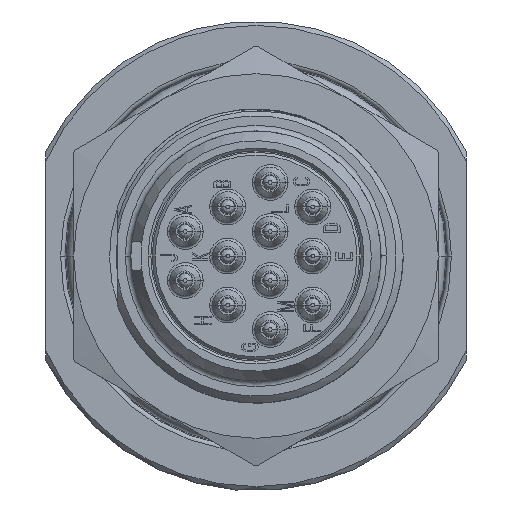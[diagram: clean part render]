
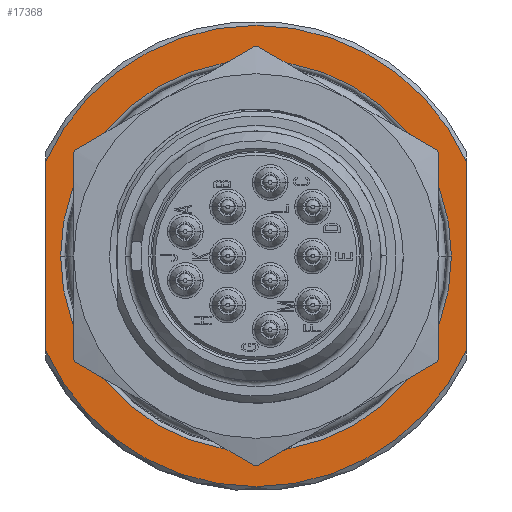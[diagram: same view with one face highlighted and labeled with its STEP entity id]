
A CAD part, left-side view. The second image highlights one B-rep face of the part: STEP entity #17368.
In plain terms, the highlighted planar face has unit normal (-1, 0, 0).
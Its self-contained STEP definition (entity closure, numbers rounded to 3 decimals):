
#106=CARTESIAN_POINT('',(20.5,0.,0.));
#107=DIRECTION('',(-1.,0.,0.));
#108=DIRECTION('',(0.,0.912,-0.411));
#109=AXIS2_PLACEMENT_3D('',#106,#107,#108);
#130=DIRECTION('',(0.,0.,1.));
#131=VECTOR('',#130,13.506);
#132=CARTESIAN_POINT('',(20.5,15.,-6.753));
#133=LINE('1732',#132,#131);
#134=DIRECTION('',(0.,0.,-1.));
#135=VECTOR('',#134,13.506);
#136=CARTESIAN_POINT('',(20.5,-15.,6.753));
#137=LINE('1731',#136,#135);
#138=CARTESIAN_POINT('',(20.5,0.,0.));
#139=DIRECTION('',(1.,0.,0.));
#140=DIRECTION('',(0.,0.912,0.411));
#141=AXIS2_PLACEMENT_3D('',#138,#139,#140);
#162=CARTESIAN_POINT('',(20.5,0.,0.));
#163=DIRECTION('',(1.,0.,0.));
#164=DIRECTION('',(0.,1.,0.));
#165=AXIS2_PLACEMENT_3D('',#162,#163,#164);
#177=CARTESIAN_POINT('',(20.5,0.,0.));
#178=DIRECTION('',(1.,0.,0.));
#179=DIRECTION('',(0.,-1.,0.));
#180=AXIS2_PLACEMENT_3D('',#177,#178,#179);
#14570=CARTESIAN_POINT('',(20.5,13.939,0.));
#14571=CARTESIAN_POINT('',(20.5,-13.939,0.));
#14572=VERTEX_POINT('',#14570);
#14573=VERTEX_POINT('',#14571);
#14622=CARTESIAN_POINT('',(20.5,15.,6.753));
#14623=CARTESIAN_POINT('',(20.5,-15.,6.753));
#14624=VERTEX_POINT('',#14622);
#14625=VERTEX_POINT('',#14623);
#14638=CARTESIAN_POINT('',(20.5,15.,-6.753));
#14639=CARTESIAN_POINT('',(20.5,-15.,-6.753));
#14640=VERTEX_POINT('',#14638);
#14641=VERTEX_POINT('',#14639);
#17350=CARTESIAN_POINT('',(20.5,0.,0.));
#17351=DIRECTION('',(1.,0.,0.));
#17352=DIRECTION('',(0.,-1.,0.));
#17353=AXIS2_PLACEMENT_3D('',#17350,#17351,#17352);
#17354=PLANE('247',#17353);
#17355=ORIENTED_EDGE('1732',*,*,#17251,.T.);
#17357=ORIENTED_EDGE('1713',*,*,#17356,.T.);
#17358=ORIENTED_EDGE('1731',*,*,#17302,.T.);
#17359=ORIENTED_EDGE('1723',*,*,#17342,.F.);
#17360=EDGE_LOOP('247',(#17355,#17357,#17358,#17359));
#17361=FACE_OUTER_BOUND('247',#17360,.F.);
#17363=ORIENTED_EDGE('1671',*,*,#17362,.F.);
#17365=ORIENTED_EDGE('1673',*,*,#17364,.F.);
#17366=EDGE_LOOP('247',(#17363,#17365));
#17367=FACE_BOUND('247',#17366,.F.);
#110=CIRCLE('1723',#109,16.45);
#142=CIRCLE('1713',#141,16.45);
#166=CIRCLE('1671',#165,13.939);
#181=CIRCLE('1673',#180,13.939);
#17251=EDGE_CURVE('1732',#14640,#14624,#133,.T.);
#17302=EDGE_CURVE('1731',#14625,#14641,#137,.T.);
#17342=EDGE_CURVE('1723',#14640,#14641,#110,.T.);
#17356=EDGE_CURVE('1713',#14624,#14625,#142,.T.);
#17362=EDGE_CURVE('1671',#14572,#14573,#166,.T.);
#17364=EDGE_CURVE('1673',#14573,#14572,#181,.T.);
#17368=ADVANCED_FACE('247',(#17361,#17367),#17354,.F.);
